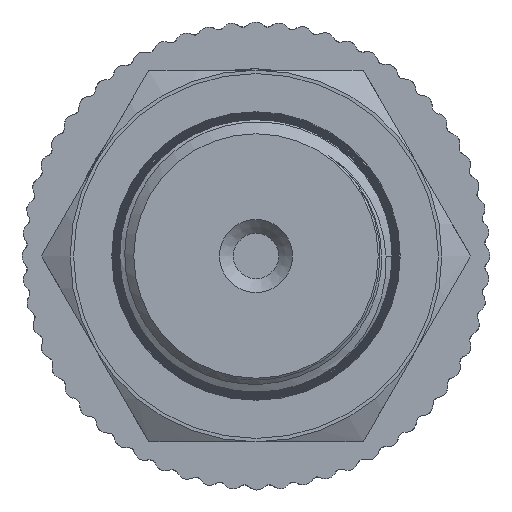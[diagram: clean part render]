
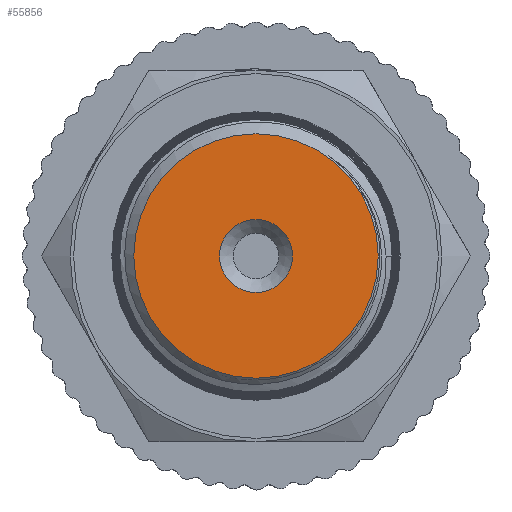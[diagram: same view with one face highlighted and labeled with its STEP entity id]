
A CAD part, left-side view. The second image highlights one B-rep face of the part: STEP entity #55856.
In plain terms, the highlighted planar face has unit normal (-1, 0, 0).
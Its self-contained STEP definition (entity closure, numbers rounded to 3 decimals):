
#5079=PLANE('',#59235);
#7224=FACE_BOUND('',#12117,.T.);
#8574=FACE_OUTER_BOUND('',#12116,.T.);
#12116=EDGE_LOOP('',(#39212));
#12117=EDGE_LOOP('',(#39213));
#15727=CIRCLE('',#59189,8.878);
#15745=CIRCLE('',#59234,2.65);
#23174=VERTEX_POINT('',#95438);
#23206=VERTEX_POINT('',#96728);
#29301=EDGE_CURVE('',#23174,#23174,#15727,.T.);
#29361=EDGE_CURVE('',#23206,#23206,#15745,.T.);
#39212=ORIENTED_EDGE('',*,*,#29301,.T.);
#39213=ORIENTED_EDGE('',*,*,#29361,.T.);
#55856=ADVANCED_FACE('',(#8574,#7224),#5079,.T.);
#59189=AXIS2_PLACEMENT_3D('',#95439,#67260,#67261);
#59234=AXIS2_PLACEMENT_3D('',#96730,#67361,#67362);
#59235=AXIS2_PLACEMENT_3D('',#96731,#67363,#67364);
#67260=DIRECTION('center_axis',(-1.,0.,0.));
#67261=DIRECTION('ref_axis',(0.,1.,0.));
#67361=DIRECTION('center_axis',(1.,0.,0.));
#67362=DIRECTION('ref_axis',(0.,0.,-1.));
#67363=DIRECTION('center_axis',(-1.,0.,0.));
#67364=DIRECTION('ref_axis',(0.,0.,1.));
#95438=CARTESIAN_POINT('',(-68.,-8.878,0.));
#95439=CARTESIAN_POINT('Origin',(-68.,0.,0.));
#96728=CARTESIAN_POINT('',(-68.,-2.65,0.));
#96730=CARTESIAN_POINT('Origin',(-68.,0.,0.));
#96731=CARTESIAN_POINT('Origin',(-68.,9.853,0.));
